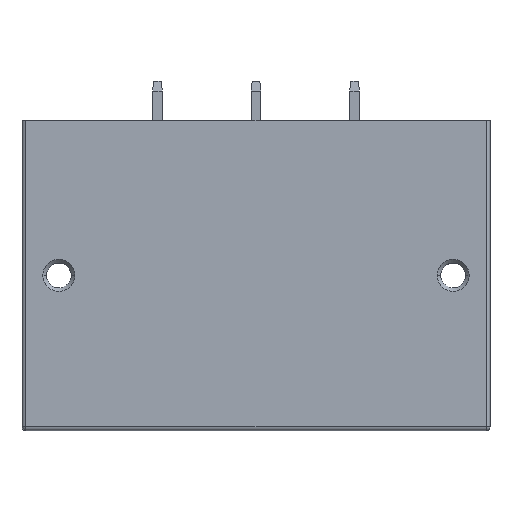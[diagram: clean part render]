
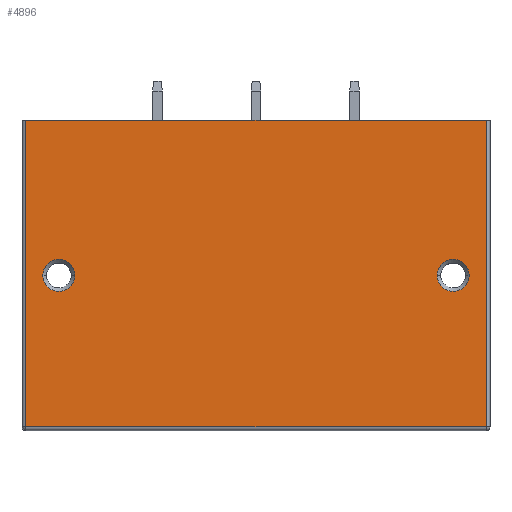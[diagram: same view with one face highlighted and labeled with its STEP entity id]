
A CAD part, left-side view. The second image highlights one B-rep face of the part: STEP entity #4896.
In plain terms, the highlighted planar face has unit normal (-1, 0, 0).
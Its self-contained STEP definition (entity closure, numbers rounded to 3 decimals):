
#188=DIRECTION('',(0.,1.,0.));
#189=VECTOR('',#188,47.44);
#190=CARTESIAN_POINT('',(-6.7,-39.88,16.));
#191=LINE('',#190,#189);
#1132=CARTESIAN_POINT('',(-6.7,4.16,0.));
#1133=DIRECTION('',(1.,0.,0.));
#1134=DIRECTION('',(0.,-1.,0.));
#1135=AXIS2_PLACEMENT_3D('',#1132,#1133,#1134);
#1137=CARTESIAN_POINT('',(-6.7,4.16,0.));
#1138=DIRECTION('',(1.,0.,0.));
#1139=DIRECTION('',(0.,1.,0.));
#1140=AXIS2_PLACEMENT_3D('',#1137,#1138,#1139);
#1142=CARTESIAN_POINT('',(-6.7,-36.48,0.));
#1143=DIRECTION('',(-1.,0.,0.));
#1144=DIRECTION('',(0.,1.,0.));
#1145=AXIS2_PLACEMENT_3D('',#1142,#1143,#1144);
#1147=CARTESIAN_POINT('',(-6.7,-36.48,0.));
#1148=DIRECTION('',(-1.,0.,0.));
#1149=DIRECTION('',(0.,-1.,0.));
#1150=AXIS2_PLACEMENT_3D('',#1147,#1148,#1149);
#1152=DIRECTION('',(0.,0.,-1.));
#1153=VECTOR('',#1152,31.6);
#1154=CARTESIAN_POINT('',(-6.7,-39.88,16.));
#1155=LINE('',#1154,#1153);
#1156=DIRECTION('',(0.,0.,1.));
#1157=VECTOR('',#1156,31.6);
#1158=CARTESIAN_POINT('',(-6.7,7.56,-15.6));
#1159=LINE('',#1158,#1157);
#1245=DIRECTION('',(0.,-1.,0.));
#1246=VECTOR('',#1245,47.44);
#1247=CARTESIAN_POINT('',(-6.7,7.56,-15.6));
#1248=LINE('',#1247,#1246);
#2999=CARTESIAN_POINT('',(-6.7,2.51,0.));
#3000=CARTESIAN_POINT('',(-6.7,5.81,0.));
#3001=VERTEX_POINT('',#2999);
#3002=VERTEX_POINT('',#3000);
#3034=CARTESIAN_POINT('',(-6.7,7.56,16.));
#3036=VERTEX_POINT('',#3034);
#3037=CARTESIAN_POINT('',(-6.7,7.56,-15.6));
#3038=VERTEX_POINT('',#3037);
#3109=CARTESIAN_POINT('',(-6.7,-34.83,0.));
#3110=CARTESIAN_POINT('',(-6.7,-38.13,0.));
#3111=VERTEX_POINT('',#3109);
#3112=VERTEX_POINT('',#3110);
#3145=CARTESIAN_POINT('',(-6.7,-39.88,-15.6));
#3146=VERTEX_POINT('',#3145);
#3147=CARTESIAN_POINT('',(-6.7,-39.88,16.));
#3149=VERTEX_POINT('',#3147);
#4874=CARTESIAN_POINT('',(-6.7,0.,-15.6));
#4875=DIRECTION('',(-1.,0.,0.));
#4876=DIRECTION('',(0.,0.,1.));
#4877=AXIS2_PLACEMENT_3D('',#4874,#4875,#4876);
#4878=PLANE('',#4877);
#4880=ORIENTED_EDGE('',*,*,#4879,.T.);
#4882=ORIENTED_EDGE('',*,*,#4881,.F.);
#4884=ORIENTED_EDGE('',*,*,#4883,.T.);
#4885=ORIENTED_EDGE('',*,*,#3162,.F.);
#4886=EDGE_LOOP('',(#4880,#4882,#4884,#4885));
#4887=FACE_OUTER_BOUND('',#4886,.F.);
#4888=ORIENTED_EDGE('',*,*,#4658,.T.);
#4889=ORIENTED_EDGE('',*,*,#4714,.T.);
#4890=EDGE_LOOP('',(#4888,#4889));
#4891=FACE_BOUND('',#4890,.F.);
#4892=ORIENTED_EDGE('',*,*,#4562,.F.);
#4893=ORIENTED_EDGE('',*,*,#4591,.F.);
#4894=EDGE_LOOP('',(#4892,#4893));
#4895=FACE_BOUND('',#4894,.F.);
#1136=CIRCLE('',#1135,1.65);
#1141=CIRCLE('',#1140,1.65);
#1146=CIRCLE('',#1145,1.65);
#1151=CIRCLE('',#1150,1.65);
#3162=EDGE_CURVE('',#3149,#3036,#191,.T.);
#4562=EDGE_CURVE('',#3001,#3002,#1136,.T.);
#4591=EDGE_CURVE('',#3002,#3001,#1141,.T.);
#4658=EDGE_CURVE('',#3111,#3112,#1146,.T.);
#4714=EDGE_CURVE('',#3112,#3111,#1151,.T.);
#4879=EDGE_CURVE('',#3149,#3146,#1155,.T.);
#4881=EDGE_CURVE('',#3038,#3146,#1248,.T.);
#4883=EDGE_CURVE('',#3038,#3036,#1159,.T.);
#4896=ADVANCED_FACE('',(#4887,#4891,#4895),#4878,.T.);
